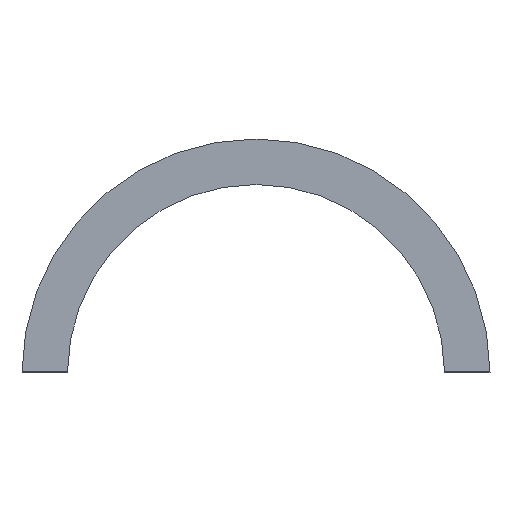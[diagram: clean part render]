
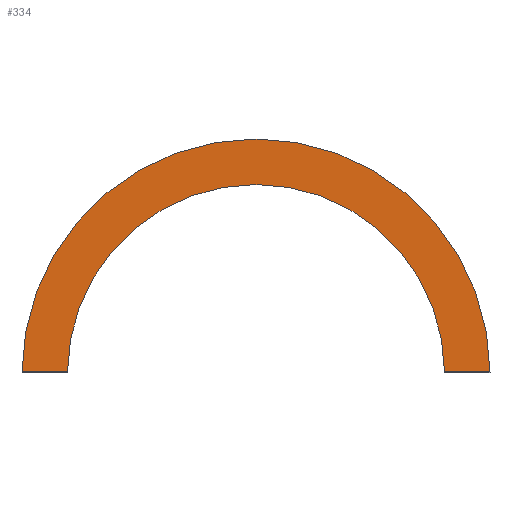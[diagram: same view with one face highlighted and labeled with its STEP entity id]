
A CAD part, top view. The second image highlights one B-rep face of the part: STEP entity #334.
In plain terms, the highlighted planar face has unit normal (0, 0, 1).
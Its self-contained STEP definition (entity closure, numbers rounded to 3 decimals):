
#16=CIRCLE('',#353,401.);
#18=CIRCLE('',#357,323.);
#34=PLANE('',#358);
#56=FACE_OUTER_BOUND('',#78,.T.);
#78=EDGE_LOOP('',(#303,#304,#305,#306));
#102=LINE('',#540,#134);
#118=LINE('',#643,#150);
#134=VECTOR('',#390,78.001);
#150=VECTOR('',#420,78.001);
#160=VERTEX_POINT('',#493);
#161=VERTEX_POINT('',#523);
#172=VERTEX_POINT('',#596);
#173=VERTEX_POINT('',#626);
#194=EDGE_CURVE('',#161,#160,#102,.T.);
#214=EDGE_CURVE('',#173,#172,#118,.T.);
#216=EDGE_CURVE('',#161,#172,#16,.T.);
#218=EDGE_CURVE('',#173,#160,#18,.T.);
#303=ORIENTED_EDGE('',*,*,#214,.T.);
#304=ORIENTED_EDGE('',*,*,#216,.F.);
#305=ORIENTED_EDGE('',*,*,#194,.T.);
#306=ORIENTED_EDGE('',*,*,#218,.F.);
#334=ADVANCED_FACE('',(#56),#34,.T.);
#353=AXIS2_PLACEMENT_3D('',#646,#425,#426);
#357=AXIS2_PLACEMENT_3D('',#650,#433,#434);
#358=AXIS2_PLACEMENT_3D('',#651,#435,#436);
#390=DIRECTION('',(1.,0.,0.));
#420=DIRECTION('',(1.,0.,0.));
#425=DIRECTION('center_axis',(0.,0.,-1.));
#426=DIRECTION('ref_axis',(1.,0.,0.));
#433=DIRECTION('center_axis',(0.,0.,1.));
#434=DIRECTION('ref_axis',(-1.,0.,0.));
#435=DIRECTION('center_axis',(0.,0.,1.));
#436=DIRECTION('ref_axis',(1.,0.,0.));
#493=CARTESIAN_POINT('',(-322.994,2.,1.));
#523=CARTESIAN_POINT('',(-400.995,2.,1.));
#540=CARTESIAN_POINT('',(-161.497,2.,1.));
#596=CARTESIAN_POINT('',(400.995,2.,1.));
#626=CARTESIAN_POINT('',(322.994,2.,1.));
#643=CARTESIAN_POINT('',(200.498,2.,1.));
#646=CARTESIAN_POINT('Origin',(0.,0.,1.));
#650=CARTESIAN_POINT('Origin',(0.,0.,1.));
#651=CARTESIAN_POINT('Origin',(0.,196.701,1.));
